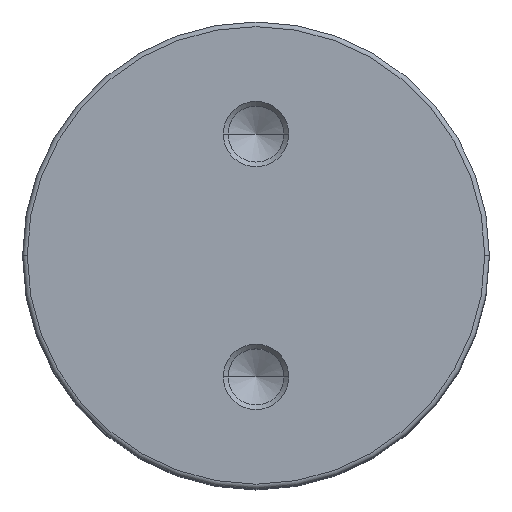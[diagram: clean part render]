
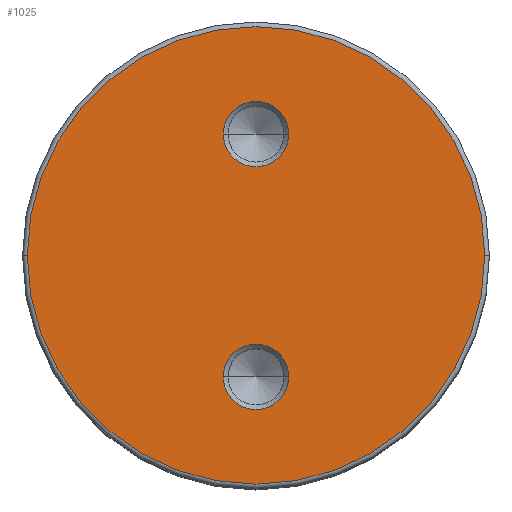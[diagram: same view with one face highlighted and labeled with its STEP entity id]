
A CAD part, top view. The second image highlights one B-rep face of the part: STEP entity #1025.
In plain terms, the highlighted planar face has unit normal (0, 0, 1).
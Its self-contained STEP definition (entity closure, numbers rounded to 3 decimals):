
#1 = CARTESIAN_POINT ( 'NONE',  ( 0., -13., 0. ) ) ;
#65 = DIRECTION ( 'NONE',  ( 0., 0., -1. ) ) ;
#72 = ORIENTED_EDGE ( 'NONE', *, *, #984, .T. ) ;
#101 = ORIENTED_EDGE ( 'NONE', *, *, #992, .F. ) ;
#145 = AXIS2_PLACEMENT_3D ( 'NONE', #1222, #1223, #1224 ) ;
#148 = CIRCLE ( 'NONE', #145, 3.5 ) ;
#154 = ORIENTED_EDGE ( 'NONE', *, *, #1098, .T. ) ;
#170 = ORIENTED_EDGE ( 'NONE', *, *, #1100, .F. ) ;
#206 = ORIENTED_EDGE ( 'NONE', *, *, #1102, .T. ) ;
#207 = ORIENTED_EDGE ( 'NONE', *, *, #1101, .T. ) ;
#289 = CARTESIAN_POINT ( 'NONE',  ( 24.5, 0., 0. ) ) ;
#291 = CARTESIAN_POINT ( 'NONE',  ( -24.5, 0., 0. ) ) ;
#319 = EDGE_LOOP ( 'NONE', ( #154, #207 ) ) ;
#321 = EDGE_LOOP ( 'NONE', ( #72, #206 ) ) ;
#333 = EDGE_LOOP ( 'NONE', ( #170, #101 ) ) ;
#392 = VERTEX_POINT ( 'NONE', #291 ) ;
#394 = VERTEX_POINT ( 'NONE', #289 ) ;
#421 = VERTEX_POINT ( 'NONE', #707 ) ;
#422 = VERTEX_POINT ( 'NONE', #705 ) ;
#429 = VERTEX_POINT ( 'NONE', #693 ) ;
#430 = VERTEX_POINT ( 'NONE', #700 ) ;
#687 = CIRCLE ( 'NONE', #689, 3.5 ) ;
#689 = AXIS2_PLACEMENT_3D ( 'NONE', #1, #65, #1197 ) ;
#693 = CARTESIAN_POINT ( 'NONE',  ( -3.5, -13., 0. ) ) ;
#700 = CARTESIAN_POINT ( 'NONE',  ( 3.5, -13., 0. ) ) ;
#705 = CARTESIAN_POINT ( 'NONE',  ( -3.5, 13., 0. ) ) ;
#707 = CARTESIAN_POINT ( 'NONE',  ( 3.5, 13., 0. ) ) ;
#738 = AXIS2_PLACEMENT_3D ( 'NONE', #1354, #1351, #1360 ) ;
#845 = CIRCLE ( 'NONE', #848, 24.5 ) ;
#847 = CIRCLE ( 'NONE', #852, 3.5 ) ;
#848 = AXIS2_PLACEMENT_3D ( 'NONE', #1626, #1627, #1628 ) ;
#851 = CIRCLE ( 'NONE', #854, 24.5 ) ;
#852 = AXIS2_PLACEMENT_3D ( 'NONE', #1632, #1633, #1634 ) ;
#853 = CIRCLE ( 'NONE', #856, 3.5 ) ;
#854 = AXIS2_PLACEMENT_3D ( 'NONE', #1635, #1636, #1637 ) ;
#856 = AXIS2_PLACEMENT_3D ( 'NONE', #1638, #1639, #1640 ) ;
#984 = EDGE_CURVE ( 'NONE', #430, #429, #687, .T. ) ;
#992 = EDGE_CURVE ( 'NONE', #422, #421, #148, .T. ) ;
#1025 = ADVANCED_FACE ( 'NONE', ( #1352, #1356, #1357 ), #1358, .F. ) ;
#1098 = EDGE_CURVE ( 'NONE', #394, #392, #845, .T. ) ;
#1100 = EDGE_CURVE ( 'NONE', #421, #422, #847, .T. ) ;
#1101 = EDGE_CURVE ( 'NONE', #392, #394, #851, .T. ) ;
#1102 = EDGE_CURVE ( 'NONE', #429, #430, #853, .T. ) ;
#1197 = DIRECTION ( 'NONE',  ( 1., 0., 0. ) ) ;
#1222 = CARTESIAN_POINT ( 'NONE',  ( 0., 13., 0. ) ) ;
#1223 = DIRECTION ( 'NONE',  ( 0., 0., 1. ) ) ;
#1224 = DIRECTION ( 'NONE',  ( 1., 0., 0. ) ) ;
#1351 = DIRECTION ( 'NONE',  ( 0., 0., -1. ) ) ;
#1352 = FACE_BOUND ( 'NONE', #333, .T. ) ;
#1354 = CARTESIAN_POINT ( 'NONE',  ( 0., 0., 0. ) ) ;
#1356 = FACE_OUTER_BOUND ( 'NONE', #319, .T. ) ;
#1357 = FACE_BOUND ( 'NONE', #321, .T. ) ;
#1358 = PLANE ( 'NONE',  #738 ) ;
#1360 = DIRECTION ( 'NONE',  ( -1., 0., 0. ) ) ;
#1626 = CARTESIAN_POINT ( 'NONE',  ( 0., 0., 0. ) ) ;
#1627 = DIRECTION ( 'NONE',  ( 0., 0., 1. ) ) ;
#1628 = DIRECTION ( 'NONE',  ( 1., 0., 0. ) ) ;
#1632 = CARTESIAN_POINT ( 'NONE',  ( 0., 13., 0. ) ) ;
#1633 = DIRECTION ( 'NONE',  ( 0., 0., 1. ) ) ;
#1634 = DIRECTION ( 'NONE',  ( 1., 0., 0. ) ) ;
#1635 = CARTESIAN_POINT ( 'NONE',  ( 0., 0., 0. ) ) ;
#1636 = DIRECTION ( 'NONE',  ( 0., 0., 1. ) ) ;
#1637 = DIRECTION ( 'NONE',  ( 1., 0., 0. ) ) ;
#1638 = CARTESIAN_POINT ( 'NONE',  ( 0., -13., 0. ) ) ;
#1639 = DIRECTION ( 'NONE',  ( 0., 0., -1. ) ) ;
#1640 = DIRECTION ( 'NONE',  ( 1., 0., 0. ) ) ;
